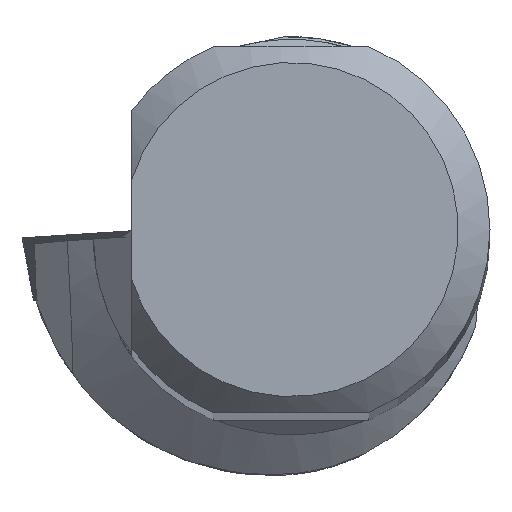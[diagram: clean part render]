
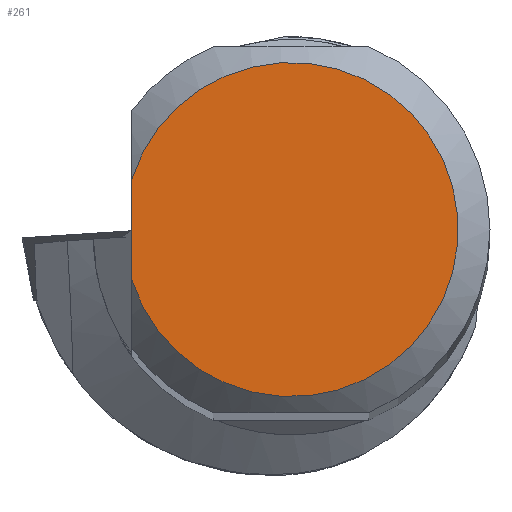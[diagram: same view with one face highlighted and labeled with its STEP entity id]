
A CAD part, top view. The second image highlights one B-rep face of the part: STEP entity #261.
In plain terms, the highlighted planar face has unit normal (0, 0, 1).
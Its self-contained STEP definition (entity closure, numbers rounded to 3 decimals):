
#201=FACE_OUTER_BOUND('',#514,.T.);
#261=ADVANCED_FACE('CU_SU_BP3',(#201),#305,.T.);
#305=PLANE('',#1322);
#370=LINE('',#2102,#437);
#437=VECTOR('',#1596,1.);
#514=EDGE_LOOP('',(#718,#719));
#718=ORIENTED_EDGE('',*,*,#1090,.F.);
#719=ORIENTED_EDGE('',*,*,#1091,.T.);
#957=VERTEX_POINT('',#2103);
#958=VERTEX_POINT('',#2104);
#1090=EDGE_CURVE('',#957,#958,#370,.T.);
#1091=EDGE_CURVE('',#957,#958,#1161,.T.);
#1161=CIRCLE('',#1321,10.491);
#1321=AXIS2_PLACEMENT_3D('',#2105,#1597,#1598);
#1322=AXIS2_PLACEMENT_3D('',#2106,#1599,#1600);
#1596=DIRECTION('',(0.,1.,0.));
#1597=DIRECTION('',(0.,0.,1.));
#1598=DIRECTION('',(1.,0.,0.));
#1599=DIRECTION('',(0.,0.,1.));
#1600=DIRECTION('',(1.,0.,0.));
#2102=CARTESIAN_POINT('',(-10.009,0.,0.));
#2103=CARTESIAN_POINT('',(-10.009,-3.145,0.));
#2104=CARTESIAN_POINT('',(-10.009,3.145,0.));
#2105=CARTESIAN_POINT('',(0.,0.,0.));
#2106=CARTESIAN_POINT('',(0.,0.,
0.));
